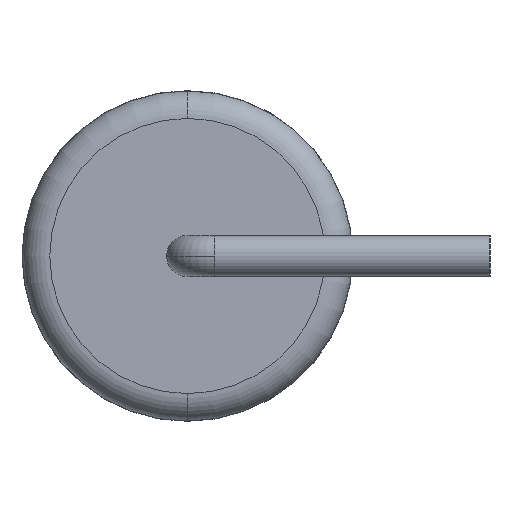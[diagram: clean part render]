
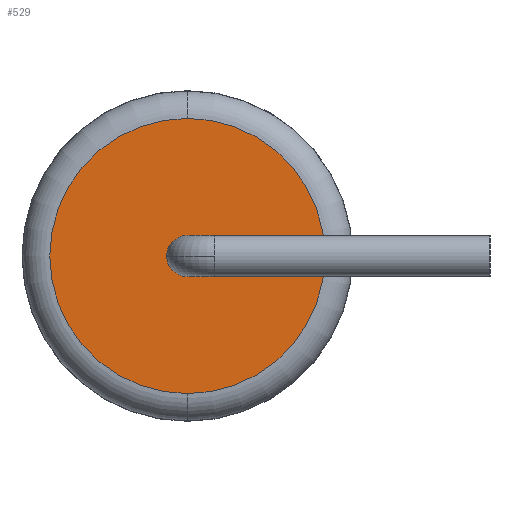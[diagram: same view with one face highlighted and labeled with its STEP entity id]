
A CAD part, left-side view. The second image highlights one B-rep face of the part: STEP entity #529.
In plain terms, the highlighted planar face has unit normal (-1, 0, 0).
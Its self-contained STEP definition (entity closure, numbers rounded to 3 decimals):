
#1 = DIRECTION ( 'NONE',  ( -1., 0., 0. ) ) ;
#17 = EDGE_CURVE ( 'NONE', #969, #68, #169, .T. ) ;
#55 = CARTESIAN_POINT ( 'NONE',  ( -8.5, 3.5, 0. ) ) ;
#67 = CARTESIAN_POINT ( 'NONE',  ( -8.5, 3.5, 0. ) ) ;
#68 = VERTEX_POINT ( 'NONE', #1100 ) ;
#105 = ORIENTED_EDGE ( 'NONE', *, *, #574, .T. ) ;
#132 = AXIS2_PLACEMENT_3D ( 'NONE', #344, #358, #899 ) ;
#169 = CIRCLE ( 'NONE', #132, 2.5 ) ;
#204 = EDGE_CURVE ( 'NONE', #892, #558, #456, .T. ) ;
#253 = CIRCLE ( 'NONE', #499, 2.5 ) ;
#291 = EDGE_LOOP ( 'NONE', ( #333, #1185 ) ) ;
#294 = CARTESIAN_POINT ( 'NONE',  ( -8.5, 3.5, 0. ) ) ;
#333 = ORIENTED_EDGE ( 'NONE', *, *, #204, .F. ) ;
#341 = CARTESIAN_POINT ( 'NONE',  ( -8.5, 3.5, -0.375 ) ) ;
#344 = CARTESIAN_POINT ( 'NONE',  ( -8.5, 3.5, 0. ) ) ;
#353 = DIRECTION ( 'NONE',  ( 0., 0., 1. ) ) ;
#358 = DIRECTION ( 'NONE',  ( -1., 0., 0. ) ) ;
#399 = CARTESIAN_POINT ( 'NONE',  ( -8.5, 3.5, 0.375 ) ) ;
#444 = CARTESIAN_POINT ( 'NONE',  ( -8.5, 3.5, 0. ) ) ;
#456 = CIRCLE ( 'NONE', #739, 0.375 ) ;
#499 = AXIS2_PLACEMENT_3D ( 'NONE', #67, #1084, #353 ) ;
#504 = EDGE_CURVE ( 'NONE', #558, #892, #548, .T. ) ;
#529 = ADVANCED_FACE ( 'NONE', ( #988, #702 ), #706, .F. ) ;
#545 = DIRECTION ( 'NONE',  ( 0., 0., -1. ) ) ;
#548 = CIRCLE ( 'NONE', #1071, 0.375 ) ;
#558 = VERTEX_POINT ( 'NONE', #341 ) ;
#568 = ORIENTED_EDGE ( 'NONE', *, *, #17, .T. ) ;
#574 = EDGE_CURVE ( 'NONE', #68, #969, #253, .T. ) ;
#602 = CARTESIAN_POINT ( 'NONE',  ( -8.5, 3.5, 2.5 ) ) ;
#702 = FACE_OUTER_BOUND ( 'NONE', #1049, .T. ) ;
#706 = PLANE ( 'NONE',  #1097 ) ;
#728 = DIRECTION ( 'NONE',  ( 0., 0., -1. ) ) ;
#739 = AXIS2_PLACEMENT_3D ( 'NONE', #294, #1, #1115 ) ;
#819 = DIRECTION ( 'NONE',  ( -1., 0., 0. ) ) ;
#892 = VERTEX_POINT ( 'NONE', #399 ) ;
#899 = DIRECTION ( 'NONE',  ( 0., 0., 1. ) ) ;
#969 = VERTEX_POINT ( 'NONE', #602 ) ;
#971 = DIRECTION ( 'NONE',  ( 1., 0., 0. ) ) ;
#988 = FACE_BOUND ( 'NONE', #291, .T. ) ;
#1049 = EDGE_LOOP ( 'NONE', ( #568, #105 ) ) ;
#1071 = AXIS2_PLACEMENT_3D ( 'NONE', #55, #819, #728 ) ;
#1084 = DIRECTION ( 'NONE',  ( -1., 0., 0. ) ) ;
#1097 = AXIS2_PLACEMENT_3D ( 'NONE', #444, #971, #545 ) ;
#1100 = CARTESIAN_POINT ( 'NONE',  ( -8.5, 3.5, -2.5 ) ) ;
#1115 = DIRECTION ( 'NONE',  ( 0., 0., -1. ) ) ;
#1185 = ORIENTED_EDGE ( 'NONE', *, *, #504, .F. ) ;
